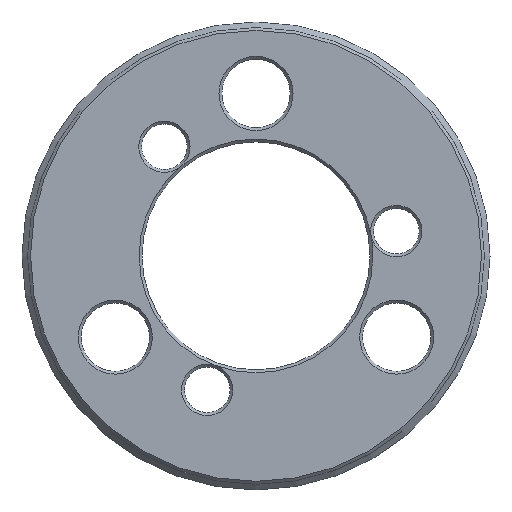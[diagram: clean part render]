
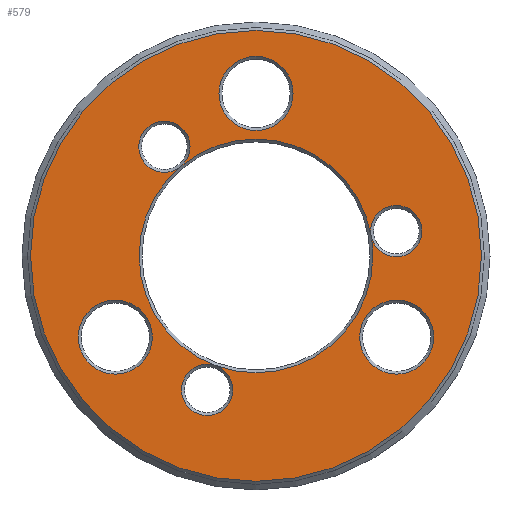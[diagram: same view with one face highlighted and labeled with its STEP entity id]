
A CAD part, top view. The second image highlights one B-rep face of the part: STEP entity #579.
In plain terms, the highlighted planar face has unit normal (0, 0, 1).
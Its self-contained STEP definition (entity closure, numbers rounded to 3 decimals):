
#27=FACE_BOUND('',#83,.T.);
#28=FACE_BOUND('',#84,.T.);
#29=FACE_BOUND('',#85,.T.);
#30=FACE_BOUND('',#86,.T.);
#33=PLANE('',#670);
#51=FACE_OUTER_BOUND('',#82,.T.);
#82=EDGE_LOOP('',(#439));
#83=EDGE_LOOP('',(#440,#441,#442,#443,#444,#445,#446,#447,#448,#449));
#84=EDGE_LOOP('',(#450));
#85=EDGE_LOOP('',(#451));
#86=EDGE_LOOP('',(#452));
#189=CIRCLE('',#666,20.5);
#190=CIRCLE('',#667,20.5);
#191=CIRCLE('',#668,20.5);
#192=CIRCLE('',#669,20.5);
#193=CIRCLE('',#671,39.55);
#194=CIRCLE('',#672,4.5);
#195=CIRCLE('',#673,4.5);
#196=CIRCLE('',#674,4.5);
#197=CIRCLE('',#675,4.5);
#198=CIRCLE('',#676,4.5);
#199=CIRCLE('',#677,4.5);
#200=CIRCLE('',#678,6.5);
#201=CIRCLE('',#679,6.5);
#202=CIRCLE('',#680,6.5);
#241=VERTEX_POINT('',#1014);
#242=VERTEX_POINT('',#1015);
#243=VERTEX_POINT('',#1018);
#244=VERTEX_POINT('',#1020);
#245=VERTEX_POINT('',#1024);
#246=VERTEX_POINT('',#1026);
#247=VERTEX_POINT('',#1028);
#248=VERTEX_POINT('',#1031);
#249=VERTEX_POINT('',#1035);
#250=VERTEX_POINT('',#1037);
#251=VERTEX_POINT('',#1039);
#310=EDGE_CURVE('',#241,#242,#189,.T.);
#312=EDGE_CURVE('',#242,#243,#190,.T.);
#313=EDGE_CURVE('',#243,#244,#191,.T.);
#314=EDGE_CURVE('',#244,#241,#192,.T.);
#315=EDGE_CURVE('',#245,#245,#193,.T.);
#316=EDGE_CURVE('',#244,#246,#194,.T.);
#317=EDGE_CURVE('',#247,#243,#195,.T.);
#318=EDGE_CURVE('',#243,#247,#196,.T.);
#319=EDGE_CURVE('',#248,#241,#197,.T.);
#320=EDGE_CURVE('',#241,#248,#198,.T.);
#321=EDGE_CURVE('',#246,#244,#199,.T.);
#322=EDGE_CURVE('',#249,#249,#200,.T.);
#323=EDGE_CURVE('',#250,#250,#201,.T.);
#324=EDGE_CURVE('',#251,#251,#202,.T.);
#439=ORIENTED_EDGE('',*,*,#315,.F.);
#440=ORIENTED_EDGE('',*,*,#316,.F.);
#441=ORIENTED_EDGE('',*,*,#313,.F.);
#442=ORIENTED_EDGE('',*,*,#317,.F.);
#443=ORIENTED_EDGE('',*,*,#318,.F.);
#444=ORIENTED_EDGE('',*,*,#312,.F.);
#445=ORIENTED_EDGE('',*,*,#310,.F.);
#446=ORIENTED_EDGE('',*,*,#319,.F.);
#447=ORIENTED_EDGE('',*,*,#320,.F.);
#448=ORIENTED_EDGE('',*,*,#314,.F.);
#449=ORIENTED_EDGE('',*,*,#321,.F.);
#450=ORIENTED_EDGE('',*,*,#322,.F.);
#451=ORIENTED_EDGE('',*,*,#323,.F.);
#452=ORIENTED_EDGE('',*,*,#324,.F.);
#579=ADVANCED_FACE('',(#51,#27,#28,#29,#30),#33,.T.);
#666=AXIS2_PLACEMENT_3D('',#1016,#817,#818);
#667=AXIS2_PLACEMENT_3D('',#1019,#820,#821);
#668=AXIS2_PLACEMENT_3D('',#1021,#822,#823);
#669=AXIS2_PLACEMENT_3D('',#1022,#824,#825);
#670=AXIS2_PLACEMENT_3D('',#1023,#826,#827);
#671=AXIS2_PLACEMENT_3D('',#1025,#828,#829);
#672=AXIS2_PLACEMENT_3D('',#1027,#830,#831);
#673=AXIS2_PLACEMENT_3D('',#1029,#832,#833);
#674=AXIS2_PLACEMENT_3D('',#1030,#834,#835);
#675=AXIS2_PLACEMENT_3D('',#1032,#836,#837);
#676=AXIS2_PLACEMENT_3D('',#1033,#838,#839);
#677=AXIS2_PLACEMENT_3D('',#1034,#840,#841);
#678=AXIS2_PLACEMENT_3D('',#1036,#842,#843);
#679=AXIS2_PLACEMENT_3D('',#1038,#844,#845);
#680=AXIS2_PLACEMENT_3D('',#1040,#846,#847);
#817=DIRECTION('center_axis',(0.,0.,1.));
#818=DIRECTION('ref_axis',(-1.,0.,0.));
#820=DIRECTION('center_axis',(0.,0.,1.));
#821=DIRECTION('ref_axis',(-1.,0.,0.));
#822=DIRECTION('center_axis',(0.,0.,1.));
#823=DIRECTION('ref_axis',(-1.,0.,0.));
#824=DIRECTION('center_axis',(0.,0.,1.));
#825=DIRECTION('ref_axis',(-1.,0.,0.));
#826=DIRECTION('center_axis',(0.,0.,1.));
#827=DIRECTION('ref_axis',(1.,0.,0.));
#828=DIRECTION('center_axis',(0.,0.,-1.));
#829=DIRECTION('ref_axis',(-1.,0.,0.));
#830=DIRECTION('center_axis',(0.,0.,1.));
#831=DIRECTION('ref_axis',(-1.,0.,0.));
#832=DIRECTION('center_axis',(0.,0.,1.));
#833=DIRECTION('ref_axis',(-1.,0.,0.));
#834=DIRECTION('center_axis',(0.,0.,1.));
#835=DIRECTION('ref_axis',(-1.,0.,0.));
#836=DIRECTION('center_axis',(0.,0.,1.));
#837=DIRECTION('ref_axis',(-1.,0.,0.));
#838=DIRECTION('center_axis',(0.,0.,1.));
#839=DIRECTION('ref_axis',(-1.,0.,0.));
#840=DIRECTION('center_axis',(0.,0.,1.));
#841=DIRECTION('ref_axis',(-1.,0.,0.));
#842=DIRECTION('center_axis',(0.,0.,1.));
#843=DIRECTION('ref_axis',(-1.,0.,0.));
#844=DIRECTION('center_axis',(0.,0.,1.));
#845=DIRECTION('ref_axis',(-1.,0.,0.));
#846=DIRECTION('center_axis',(0.,0.,1.));
#847=DIRECTION('ref_axis',(-1.,0.,0.));
#1014=CARTESIAN_POINT('',(-7.011,-19.264,11.6));
#1015=CARTESIAN_POINT('',(20.5,0.,11.6));
#1016=CARTESIAN_POINT('Origin',(0.,0.,11.6));
#1018=CARTESIAN_POINT('',(20.189,3.56,11.6));
#1019=CARTESIAN_POINT('Origin',(0.,0.,11.6));
#1020=CARTESIAN_POINT('',(-13.177,15.704,11.6));
#1021=CARTESIAN_POINT('Origin',(0.,0.,11.6));
#1022=CARTESIAN_POINT('Origin',(0.,0.,11.6));
#1023=CARTESIAN_POINT('Origin',(0.,0.,11.6));
#1024=CARTESIAN_POINT('',(39.55,0.,11.6));
#1025=CARTESIAN_POINT('Origin',(0.,0.,11.6));
#1026=CARTESIAN_POINT('',(-11.57,19.151,11.6));
#1027=CARTESIAN_POINT('Origin',(-16.07,19.151,11.6));
#1028=CARTESIAN_POINT('',(29.12,4.341,11.6));
#1029=CARTESIAN_POINT('Origin',(24.62,4.341,11.6));
#1030=CARTESIAN_POINT('Origin',(24.62,4.341,11.6));
#1031=CARTESIAN_POINT('',(-4.051,-23.492,11.6));
#1032=CARTESIAN_POINT('Origin',(-8.551,-23.492,11.6));
#1033=CARTESIAN_POINT('Origin',(-8.551,-23.492,11.6));
#1034=CARTESIAN_POINT('Origin',(-16.07,19.151,11.6));
#1035=CARTESIAN_POINT('',(6.5,28.5,11.6));
#1036=CARTESIAN_POINT('Origin',(0.,28.5,11.6));
#1037=CARTESIAN_POINT('',(31.182,-14.25,11.6));
#1038=CARTESIAN_POINT('Origin',(24.682,-14.25,11.6));
#1039=CARTESIAN_POINT('',(-18.182,-14.25,11.6));
#1040=CARTESIAN_POINT('Origin',(-24.682,-14.25,11.6));
